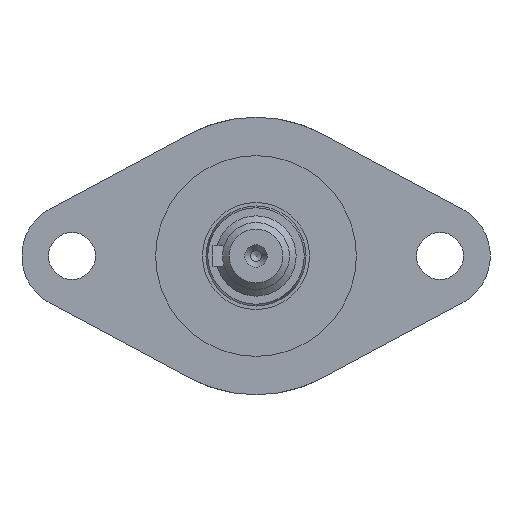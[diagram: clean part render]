
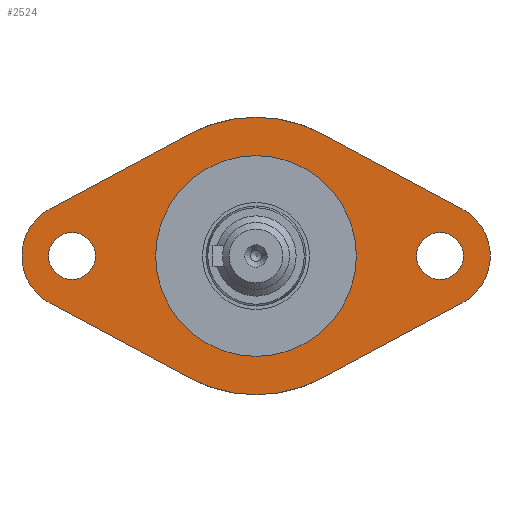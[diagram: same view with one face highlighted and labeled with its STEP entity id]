
A CAD part, left-side view. The second image highlights one B-rep face of the part: STEP entity #2524.
In plain terms, the highlighted planar face has unit normal (-1, 0, 0).
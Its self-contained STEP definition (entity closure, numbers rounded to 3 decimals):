
#202=FACE_BOUND('',#966,.T.);
#203=FACE_BOUND('',#967,.T.);
#204=FACE_BOUND('',#968,.T.);
#408=LINE('',#4133,#642);
#410=LINE('',#4138,#644);
#414=LINE('',#4151,#648);
#419=LINE('',#4164,#653);
#642=VECTOR('',#3284,10.);
#644=VECTOR('',#3288,10.);
#648=VECTOR('',#3300,10.);
#653=VECTOR('',#3313,10.);
#814=FACE_OUTER_BOUND('',#965,.T.);
#965=EDGE_LOOP('',(#2207,#2208,#2209,#2210,#2211,#2212,#2213,#2214));
#966=EDGE_LOOP('',(#2215));
#967=EDGE_LOOP('',(#2216));
#968=EDGE_LOOP('',(#2217));
#1038=CIRCLE('',#2713,3.5);
#1040=CIRCLE('',#2716,3.5);
#1042=CIRCLE('',#2719,8.);
#1046=CIRCLE('',#2728,8.);
#1048=CIRCLE('',#2733,15.);
#1050=CIRCLE('',#2736,20.75);
#1051=CIRCLE('',#2737,20.75);
#1244=VERTEX_POINT('',#4110);
#1246=VERTEX_POINT('',#4116);
#1249=VERTEX_POINT('',#4123);
#1250=VERTEX_POINT('',#4125);
#1252=VERTEX_POINT('',#4131);
#1254=VERTEX_POINT('',#4137);
#1258=VERTEX_POINT('',#4148);
#1259=VERTEX_POINT('',#4150);
#1261=VERTEX_POINT('',#4156);
#1263=VERTEX_POINT('',#4162);
#1264=VERTEX_POINT('',#4168);
#1558=EDGE_CURVE('',#1244,#1244,#1038,.T.);
#1561=EDGE_CURVE('',#1246,#1246,#1040,.T.);
#1564=EDGE_CURVE('',#1249,#1250,#1042,.T.);
#1568=EDGE_CURVE('',#1252,#1249,#408,.T.);
#1570=EDGE_CURVE('',#1250,#1254,#410,.T.);
#1576=EDGE_CURVE('',#1259,#1258,#414,.T.);
#1580=EDGE_CURVE('',#1258,#1261,#1046,.T.);
#1583=EDGE_CURVE('',#1261,#1263,#419,.T.);
#1585=EDGE_CURVE('',#1264,#1264,#1048,.T.);
#1588=EDGE_CURVE('',#1254,#1263,#1050,.T.);
#1589=EDGE_CURVE('',#1259,#1252,#1051,.T.);
#2207=ORIENTED_EDGE('',*,*,#1588,.F.);
#2208=ORIENTED_EDGE('',*,*,#1570,.F.);
#2209=ORIENTED_EDGE('',*,*,#1564,.F.);
#2210=ORIENTED_EDGE('',*,*,#1568,.F.);
#2211=ORIENTED_EDGE('',*,*,#1589,.F.);
#2212=ORIENTED_EDGE('',*,*,#1576,.T.);
#2213=ORIENTED_EDGE('',*,*,#1580,.T.);
#2214=ORIENTED_EDGE('',*,*,#1583,.T.);
#2215=ORIENTED_EDGE('',*,*,#1558,.T.);
#2216=ORIENTED_EDGE('',*,*,#1561,.T.);
#2217=ORIENTED_EDGE('',*,*,#1585,.T.);
#2399=PLANE('',#2735);
#2524=ADVANCED_FACE('',(#814,#202,#203,#204),#2399,.T.);
#2713=AXIS2_PLACEMENT_3D('',#4112,#3263,#3264);
#2716=AXIS2_PLACEMENT_3D('',#4118,#3270,#3271);
#2719=AXIS2_PLACEMENT_3D('',#4126,#3277,#3278);
#2728=AXIS2_PLACEMENT_3D('',#4158,#3307,#3308);
#2733=AXIS2_PLACEMENT_3D('',#4169,#3320,#3321);
#2735=AXIS2_PLACEMENT_3D('',#4173,#3325,#3326);
#2736=AXIS2_PLACEMENT_3D('',#4174,#3327,#3328);
#2737=AXIS2_PLACEMENT_3D('',#4175,#3329,#3330);
#3263=DIRECTION('center_axis',(1.,0.,0.));
#3264=DIRECTION('ref_axis',(0.,0.,
-1.));
#3270=DIRECTION('center_axis',(1.,0.,0.));
#3271=DIRECTION('ref_axis',(0.,0.,
-1.));
#3277=DIRECTION('center_axis',(1.,0.,0.));
#3278=DIRECTION('ref_axis',(0.,0.472,0.881));
#3284=DIRECTION('',(0.,-0.881,-0.472));
#3288=DIRECTION('',(0.,0.881,-0.472));
#3300=DIRECTION('',(0.,0.881,-0.472));
#3307=DIRECTION('center_axis',(-1.,0.,0.));
#3308=DIRECTION('ref_axis',(0.,0.472,0.881));
#3313=DIRECTION('',(0.,-0.881,-0.472));
#3320=DIRECTION('center_axis',(1.,0.,0.));
#3321=DIRECTION('ref_axis',(0.,1.,0.));
#3325=DIRECTION('center_axis',(-1.,0.,0.));
#3326=DIRECTION('ref_axis',(0.,0.,
1.));
#3327=DIRECTION('center_axis',(1.,0.,0.));
#3328=DIRECTION('ref_axis',(0.,1.,0.));
#3329=DIRECTION('center_axis',(1.,0.,0.));
#3330=DIRECTION('ref_axis',(0.,1.,0.));
#4110=CARTESIAN_POINT('',(-82.,27.5,3.5));
#4112=CARTESIAN_POINT('Origin',(-82.,27.5,0.));
#4116=CARTESIAN_POINT('',(-82.,-27.5,3.5));
#4118=CARTESIAN_POINT('Origin',(-82.,-27.5,0.));
#4123=CARTESIAN_POINT('',(-82.,-30.778,7.052));
#4125=CARTESIAN_POINT('',(-82.,-30.778,-7.052));
#4126=CARTESIAN_POINT('Origin',(-82.,-27.,0.));
#4131=CARTESIAN_POINT('',(-82.,-9.799,18.291));
#4133=CARTESIAN_POINT('',(-82.,-9.799,18.291));
#4137=CARTESIAN_POINT('',(-82.,-9.799,-18.291));
#4138=CARTESIAN_POINT('',(-82.,-30.778,-7.052));
#4148=CARTESIAN_POINT('',(-82.,30.778,7.052));
#4150=CARTESIAN_POINT('',(-82.,9.799,18.291));
#4151=CARTESIAN_POINT('',(-82.,9.799,18.291));
#4156=CARTESIAN_POINT('',(-82.,30.778,-7.052));
#4158=CARTESIAN_POINT('Origin',(-82.,27.,0.));
#4162=CARTESIAN_POINT('',(-82.,9.799,-18.291));
#4164=CARTESIAN_POINT('',(-82.,30.778,-7.052));
#4168=CARTESIAN_POINT('',(-82.,-15.,0.));
#4169=CARTESIAN_POINT('Origin',(-82.,0.,
0.));
#4173=CARTESIAN_POINT('Origin',(-82.,17.875,0.));
#4174=CARTESIAN_POINT('Origin',(-82.,0.,0.));
#4175=CARTESIAN_POINT('Origin',(-82.,0.,0.));
